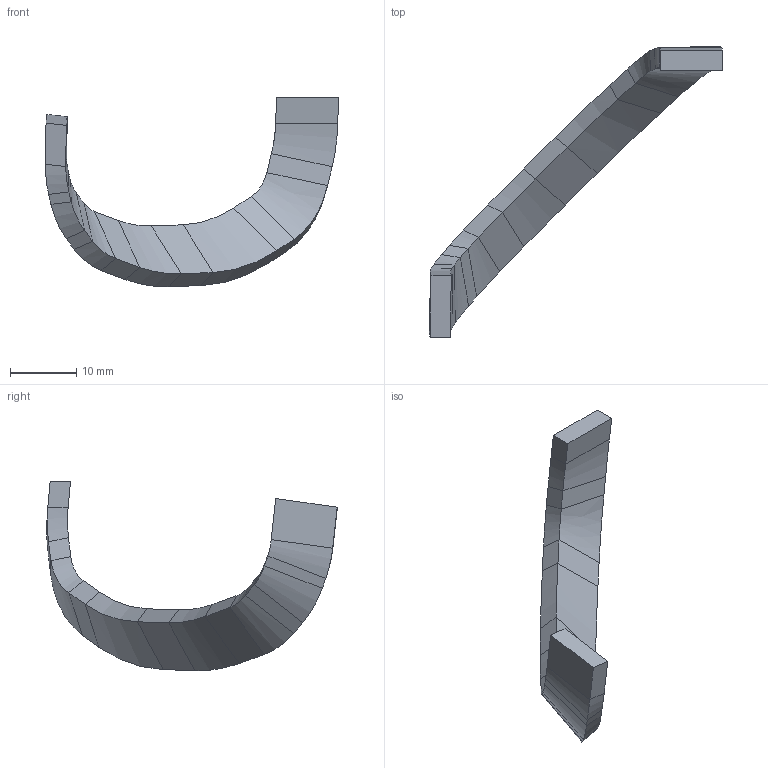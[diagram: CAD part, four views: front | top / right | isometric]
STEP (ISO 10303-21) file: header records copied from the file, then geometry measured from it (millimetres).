
FILE_DESCRIPTION (( 'STEP AP214' ), '1' );
FILE_NAME ('ExploreRobotLeftCable.STEP', '2021-12-16T02:54:43', ( '' ), ( '' ), 'SwSTEP 2.0', 'SolidWorks 2019', '' );
FILE_SCHEMA (( 'AUTOMOTIVE_DESIGN' ));
Length unit declared in the file: millimetre
Products named in the file (1): ExploreRobotLeftCable
Bounding box: 44.29 x 43.89 x 28.62 mm (x, y, z)
Volume: 2349.6 mm3; surface area: 2091.4 mm2
Topology: 1 solids, 1 shells, 62 faces, 124 edges, 64 vertices
Faces by surface type: plane 34, bspline 28
Entity records: 1646 total; most frequent: CARTESIAN_POINT 447, ORIENTED_EDGE 248, DIRECTION 222, EDGE_CURVE 124, LINE 96, VECTOR 96, VERTEX_POINT 64, AXIS2_PLACEMENT_3D 63
